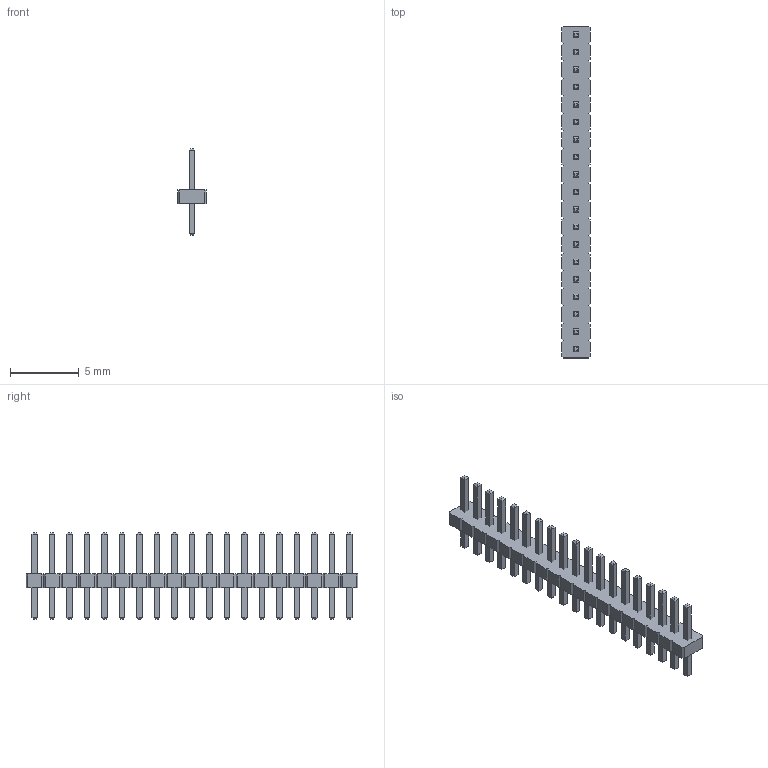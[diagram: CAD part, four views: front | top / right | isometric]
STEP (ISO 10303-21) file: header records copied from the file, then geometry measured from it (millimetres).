
FILE_DESCRIPTION(/* description */ ('model of PinHeader_1x19_P1.27mm_Vertical'),/* implementation_level */ '2;1');
FILE_NAME(/* name */ 'PinHeader_1x19_P1.27mm_Vertical.step',/* time_stamp */ '2018-01-24T12:22:21',/* author */ ('kicad StepUp','ksu'),/* organization */ ('FreeCAD'),/* preprocessor_version */ 'OCC',/* originating_system */ 'kicad StepUp',/* authorisation */ '');
FILE_SCHEMA(('AUTOMOTIVE_DESIGN { 1 0 10303 214 1 1 1 1 }'));
Length unit declared in the file: millimetre
Products named in the file (2): PinHeader_1x19_P127mm_Vertical; Shape0_606940279375
Bounding box: 2.1 x 24.13 x 6.3 mm (x, y, z)
Volume: 69 mm3; surface area: 349.5 mm2
Topology: 20 solids, 20 shells, 384 faces, 880 edges, 536 vertices
Faces by surface type: plane 384
Entity records: 6761 total; most frequent: ORIENTED_EDGE 1378, CARTESIAN_POINT 1014, EDGE_CURVE 880, LINE 880, VERTEX_POINT 536, AXIS2_PLACEMENT_3D 385, ADVANCED_FACE 384, FACE_BOUND 384
